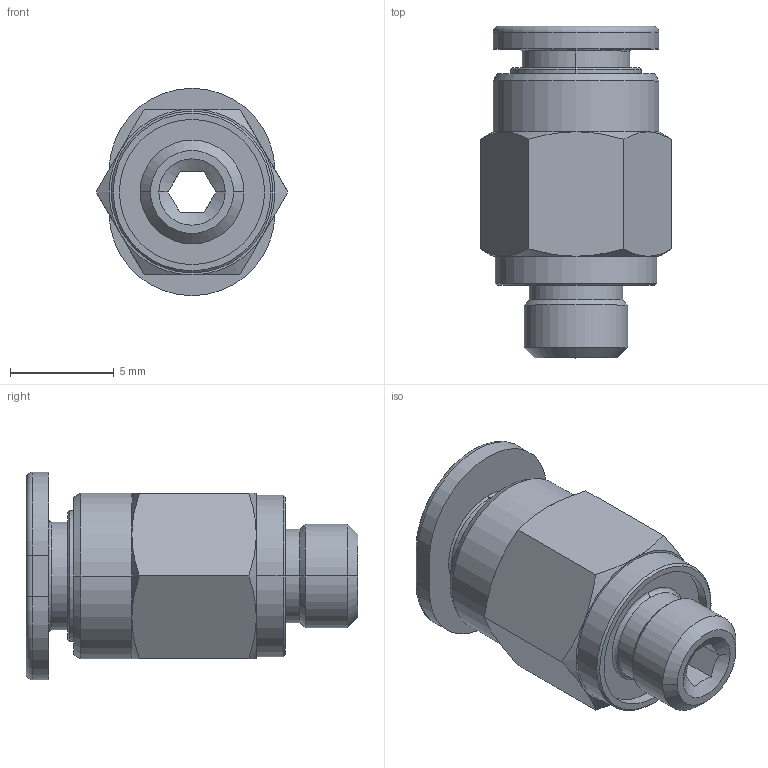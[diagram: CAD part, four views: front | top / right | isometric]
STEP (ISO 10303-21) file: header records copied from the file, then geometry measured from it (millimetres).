
FILE_DESCRIPTION((''),'2;1');
FILE_NAME('PC04M5C-mdt.stp','2017-07-24T14:29:46',(''),(''),'Mechanical Desktop 2009','Mechanical Desktop 2009',', , ');
FILE_SCHEMA(('CONFIG_CONTROL_DESIGN'));
Length unit declared in the file: millimetre
Products named in the file (2): PC04M5C-MDT; PART1
Assembly tree (1 placements, depth 2):
  PC04M5C-MDT
    PART1
Bounding box: 9.24 x 16 x 10 mm (x, y, z)
Volume: 525 mm3; surface area: 745.8 mm2
Topology: 1 solids, 1 shells, 78 faces, 171 edges, 103 vertices
Faces by surface type: cone 24, plane 24, cylinder 22, bspline 4, torus 4
Entity records: 2377 total; most frequent: CARTESIAN_POINT 590, DIRECTION 376, ORIENTED_EDGE 342, EDGE_CURVE 171, AXIS2_PLACEMENT_3D 159, VERTEX_POINT 103, EDGE_LOOP 88, CIRCLE 83
